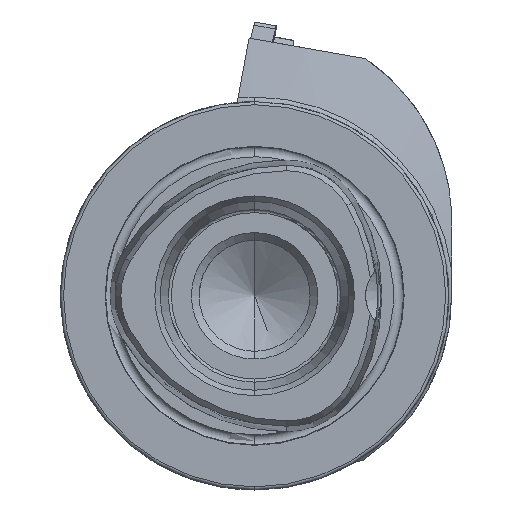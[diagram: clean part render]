
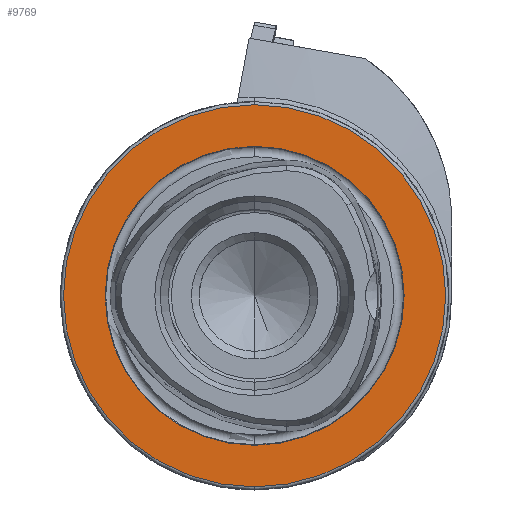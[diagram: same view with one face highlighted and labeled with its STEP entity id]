
A CAD part, left-side view. The second image highlights one B-rep face of the part: STEP entity #9769.
In plain terms, the highlighted planar face has unit normal (-1, 0, 0).
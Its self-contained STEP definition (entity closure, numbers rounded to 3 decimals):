
#27 = CARTESIAN_POINT ( 'NONE',  ( 0., 0., -24.25 ) ) ;
#190 = CARTESIAN_POINT ( 'NONE',  ( 0., 0., 31. ) ) ;
#197 = CARTESIAN_POINT ( 'NONE',  ( 0., 0., -31. ) ) ;
#302 = VERTEX_POINT ( 'NONE', #190 ) ;
#358 = VERTEX_POINT ( 'NONE', #197 ) ;
#427 = CARTESIAN_POINT ( 'NONE',  ( 0., 0., 24.25 ) ) ;
#902 = CARTESIAN_POINT ( 'NONE',  ( 0., 0., 0. ) ) ;
#903 = DIRECTION ( 'NONE',  ( -1., 0., 0. ) ) ;
#904 = DIRECTION ( 'NONE',  ( 0., 0., 1. ) ) ;
#1741 = CARTESIAN_POINT ( 'NONE',  ( 0., 24.25, 0. ) ) ;
#1747 = PLANE ( 'NONE',  #4436 ) ;
#1749 = DIRECTION ( 'NONE',  ( 1., 0., 0. ) ) ;
#1750 = DIRECTION ( 'NONE',  ( 0., 0., -1. ) ) ;
#1777 = ORIENTED_EDGE ( 'NONE', *, *, #9074, .T. ) ;
#1837 = ORIENTED_EDGE ( 'NONE', *, *, #8148, .T. ) ;
#1875 = ORIENTED_EDGE ( 'NONE', *, *, #8149, .F. ) ;
#1892 = ORIENTED_EDGE ( 'NONE', *, *, #10302, .F. ) ;
#2771 = VERTEX_POINT ( 'NONE', #427 ) ;
#2796 = VERTEX_POINT ( 'NONE', #27 ) ;
#3098 = FACE_BOUND ( 'NONE', #6033, .T. ) ;
#3114 = FACE_OUTER_BOUND ( 'NONE', #5992, .T. ) ;
#3561 = CIRCLE ( 'NONE', #7676, 24.25 ) ;
#4436 = AXIS2_PLACEMENT_3D ( 'NONE', #1741, #1749, #1750 ) ;
#5992 = EDGE_LOOP ( 'NONE', ( #1777, #1837 ) ) ;
#6033 = EDGE_LOOP ( 'NONE', ( #1875, #1892 ) ) ;
#6104 = CIRCLE ( 'NONE', #9006, 24.25 ) ;
#6108 = CIRCLE ( 'NONE', #9005, 31. ) ;
#6148 = CIRCLE ( 'NONE', #9011, 31. ) ;
#6649 = CARTESIAN_POINT ( 'NONE',  ( 0., 0., 0. ) ) ;
#6650 = DIRECTION ( 'NONE',  ( -1., 0., 0. ) ) ;
#6651 = DIRECTION ( 'NONE',  ( 0., 0., 1. ) ) ;
#6652 = CARTESIAN_POINT ( 'NONE',  ( 0., 0., 0. ) ) ;
#6653 = DIRECTION ( 'NONE',  ( -1., 0., 0. ) ) ;
#6654 = DIRECTION ( 'NONE',  ( 0., 0., 1. ) ) ;
#6727 = CARTESIAN_POINT ( 'NONE',  ( 0., 0., 0. ) ) ;
#6728 = DIRECTION ( 'NONE',  ( -1., 0., 0. ) ) ;
#6729 = DIRECTION ( 'NONE',  ( 0., 0., 1. ) ) ;
#7676 = AXIS2_PLACEMENT_3D ( 'NONE', #902, #903, #904 ) ;
#8148 = EDGE_CURVE ( 'NONE', #358, #302, #6108, .T. ) ;
#8149 = EDGE_CURVE ( 'NONE', #2771, #2796, #6104, .T. ) ;
#9005 = AXIS2_PLACEMENT_3D ( 'NONE', #6649, #6650, #6651 ) ;
#9006 = AXIS2_PLACEMENT_3D ( 'NONE', #6652, #6653, #6654 ) ;
#9011 = AXIS2_PLACEMENT_3D ( 'NONE', #6727, #6728, #6729 ) ;
#9074 = EDGE_CURVE ( 'NONE', #302, #358, #6148, .T. ) ;
#9769 = ADVANCED_FACE ( 'NONE', ( #3098, #3114 ), #1747, .F. ) ;
#10302 = EDGE_CURVE ( 'NONE', #2796, #2771, #3561, .T. ) ;
